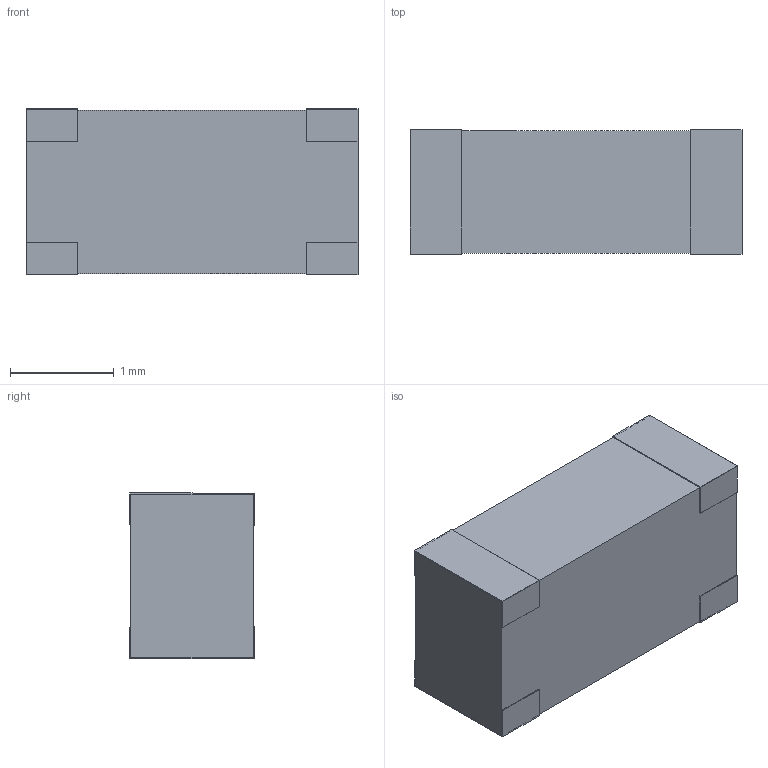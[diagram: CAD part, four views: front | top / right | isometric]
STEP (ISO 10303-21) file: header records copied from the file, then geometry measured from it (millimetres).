
FILE_DESCRIPTION (( 'STEP AP214' ), '1' );
FILE_NAME ('2450AT18D0100001E.STEP', '2025-02-28T13:04:19', ( '' ), ( '' ), 'SwSTEP 2.0', 'SolidWorks 2020', '' );
FILE_SCHEMA (( 'AUTOMOTIVE_DESIGN' ));
Length unit declared in the file: millimetre
Products named in the file (1): 2450AT18D0100001E
Bounding box: 3.2 x 1.2 x 1.6 mm (x, y, z)
Volume: 6 mm3; surface area: 28.7 mm2
Topology: 5 solids, 5 shells, 51 faces, 120 edges, 80 vertices
Faces by surface type: plane 51
Entity records: 1625 total; most frequent: CARTESIAN_POINT 252, ORIENTED_EDGE 240, DIRECTION 224, EDGE_CURVE 120, VECTOR 120, LINE 120, VERTEX_POINT 80, EDGE_LOOP 52
